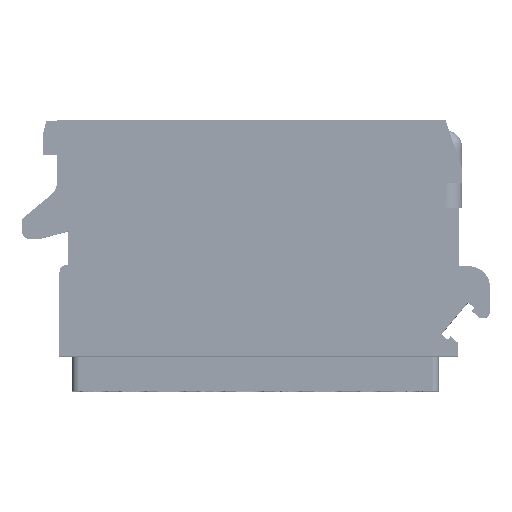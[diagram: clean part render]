
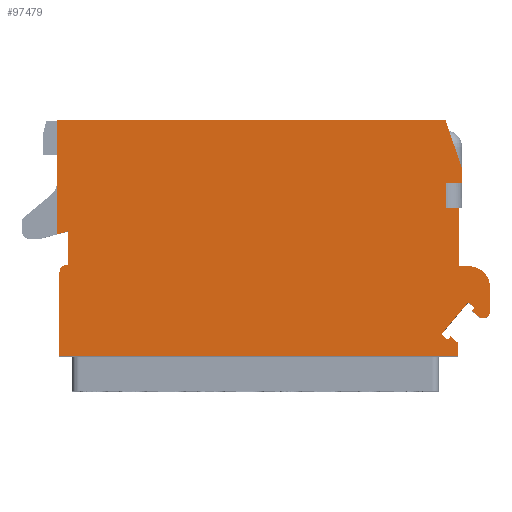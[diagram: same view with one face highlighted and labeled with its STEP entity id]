
A CAD part, top view. The second image highlights one B-rep face of the part: STEP entity #97479.
In plain terms, the highlighted planar face has unit normal (0, 0, 1).
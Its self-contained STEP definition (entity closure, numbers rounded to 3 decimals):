
#3084=DIRECTION('',(0.,-1.,0.));
#3085=VECTOR('',#3084,8.205);
#3086=CARTESIAN_POINT('',(-14.3,4.185,7.));
#3087=LINE('',#3086,#3085);
#3104=DIRECTION('',(1.,0.,0.));
#3105=VECTOR('',#3104,28.);
#3106=CARTESIAN_POINT('',(-14.3,4.185,7.));
#3107=LINE('',#3106,#3105);
#3108=DIRECTION('',(0.324,-0.946,0.));
#3109=VECTOR('',#3108,3.7);
#3110=CARTESIAN_POINT('',(13.7,4.185,7.));
#3111=LINE('',#3110,#3109);
#3112=DIRECTION('',(0.,-1.,0.));
#3113=VECTOR('',#3112,1.);
#3114=CARTESIAN_POINT('',(14.9,0.685,7.));
#3115=LINE('',#3114,#3113);
#3116=DIRECTION('',(-1.,0.,0.));
#3117=VECTOR('',#3116,1.2);
#3118=CARTESIAN_POINT('',(14.9,-0.315,7.));
#3119=LINE('',#3118,#3117);
#3120=DIRECTION('',(0.,-1.,0.));
#3121=VECTOR('',#3120,1.8);
#3122=CARTESIAN_POINT('',(13.7,-0.315,7.));
#3123=LINE('',#3122,#3121);
#3124=DIRECTION('',(1.,0.,0.));
#3125=VECTOR('',#3124,1.);
#3126=CARTESIAN_POINT('',(13.7,-2.115,7.));
#3127=LINE('',#3126,#3125);
#3128=DIRECTION('',(0.,-1.,0.));
#3129=VECTOR('',#3128,4.2);
#3130=CARTESIAN_POINT('',(14.7,-2.115,7.));
#3131=LINE('',#3130,#3129);
#3132=DIRECTION('',(1.,0.,0.));
#3133=VECTOR('',#3132,0.7);
#3134=CARTESIAN_POINT('',(14.7,-6.315,7.));
#3135=LINE('',#3134,#3133);
#3136=CARTESIAN_POINT('',(15.4,-7.815,7.));
#3137=DIRECTION('',(0.,0.,-1.));
#3138=DIRECTION('',(0.,1.,0.));
#3139=AXIS2_PLACEMENT_3D('',#3136,#3137,#3138);
#3141=DIRECTION('',(0.,-1.,0.));
#3142=VECTOR('',#3141,1.74);
#3143=CARTESIAN_POINT('',(16.9,-7.815,7.));
#3144=LINE('',#3143,#3142);
#3145=DIRECTION('',(0.766,-0.643,0.));
#3146=VECTOR('',#3145,0.631);
#3147=CARTESIAN_POINT('',(15.595,-9.532,7.));
#3148=LINE('',#3147,#3146);
#3149=DIRECTION('',(-0.643,-0.766,0.));
#3150=VECTOR('',#3149,0.3);
#3151=CARTESIAN_POINT('',(15.788,-9.303,7.));
#3152=LINE('',#3151,#3150);
#3153=DIRECTION('',(0.766,-0.643,0.));
#3154=VECTOR('',#3153,0.6);
#3155=CARTESIAN_POINT('',(15.328,-8.917,7.));
#3156=LINE('',#3155,#3154);
#3157=DIRECTION('',(0.643,0.766,0.));
#3158=VECTOR('',#3157,3.);
#3159=CARTESIAN_POINT('',(13.4,-11.215,7.));
#3160=LINE('',#3159,#3158);
#3161=DIRECTION('',(-0.766,0.643,0.));
#3162=VECTOR('',#3161,0.6);
#3163=CARTESIAN_POINT('',(13.86,-11.601,7.));
#3164=LINE('',#3163,#3162);
#3165=DIRECTION('',(-0.643,-0.766,0.));
#3166=VECTOR('',#3165,0.3);
#3167=CARTESIAN_POINT('',(14.052,-11.371,7.));
#3168=LINE('',#3167,#3166);
#3169=DIRECTION('',(-0.766,0.643,0.));
#3170=VECTOR('',#3169,0.715);
#3171=CARTESIAN_POINT('',(14.6,-11.83,7.));
#3172=LINE('',#3171,#3170);
#3173=DIRECTION('',(0.,1.,0.));
#3174=VECTOR('',#3173,0.985);
#3175=CARTESIAN_POINT('',(14.6,-12.815,7.));
#3176=LINE('',#3175,#3174);
#3177=DIRECTION('',(-1.,0.,0.));
#3178=VECTOR('',#3177,28.7);
#3179=CARTESIAN_POINT('',(14.6,-12.815,7.));
#3180=LINE('',#3179,#3178);
#3181=DIRECTION('',(0.,1.,0.));
#3182=VECTOR('',#3181,6.1);
#3183=CARTESIAN_POINT('',(-14.1,-12.815,7.));
#3184=LINE('',#3183,#3182);
#3185=CARTESIAN_POINT('',(-13.6,-6.715,7.));
#3186=DIRECTION('',(0.,0.,-1.));
#3187=DIRECTION('',(-1.,0.,0.));
#3188=AXIS2_PLACEMENT_3D('',#3185,#3186,#3187);
#3190=DIRECTION('',(1.,0.,0.));
#3191=VECTOR('',#3190,0.1);
#3192=CARTESIAN_POINT('',(-13.6,-6.215,7.));
#3193=LINE('',#3192,#3191);
#3194=DIRECTION('',(0.,1.,0.));
#3195=VECTOR('',#3194,2.409);
#3196=CARTESIAN_POINT('',(-13.5,-6.215,7.));
#3197=LINE('',#3196,#3195);
#3198=DIRECTION('',(-0.966,-0.259,0.));
#3199=VECTOR('',#3198,0.828);
#3200=CARTESIAN_POINT('',(-13.5,-3.806,7.));
#3201=LINE('',#3200,#3199);
#3549=CARTESIAN_POINT('',(16.4,-9.555,7.));
#3550=DIRECTION('',(0.,0.,1.));
#3551=DIRECTION('',(-0.643,-0.766,0.));
#3552=AXIS2_PLACEMENT_3D('',#3549,#3550,#3551);
#84384=CARTESIAN_POINT('',(13.7,4.185,7.));
#84385=CARTESIAN_POINT('',(14.9,0.685,7.));
#84386=VERTEX_POINT('',#84384);
#84387=VERTEX_POINT('',#84385);
#84388=CARTESIAN_POINT('',(14.9,-0.315,7.));
#84389=VERTEX_POINT('',#84388);
#84390=CARTESIAN_POINT('',(13.7,-0.315,7.));
#84391=VERTEX_POINT('',#84390);
#84392=CARTESIAN_POINT('',(13.7,-2.115,7.));
#84393=VERTEX_POINT('',#84392);
#84394=CARTESIAN_POINT('',(14.7,-2.115,7.));
#84395=VERTEX_POINT('',#84394);
#84396=CARTESIAN_POINT('',(14.7,-6.315,7.));
#84397=VERTEX_POINT('',#84396);
#84398=CARTESIAN_POINT('',(15.4,-6.315,7.));
#84399=VERTEX_POINT('',#84398);
#84416=CARTESIAN_POINT('',(16.9,-7.815,7.));
#84417=VERTEX_POINT('',#84416);
#84420=CARTESIAN_POINT('',(-14.1,-12.815,7.));
#84421=CARTESIAN_POINT('',(-14.1,-6.715,7.));
#84422=VERTEX_POINT('',#84420);
#84423=VERTEX_POINT('',#84421);
#84424=CARTESIAN_POINT('',(-13.6,-6.215,7.));
#84425=VERTEX_POINT('',#84424);
#84426=CARTESIAN_POINT('',(-13.5,-6.215,7.));
#84427=VERTEX_POINT('',#84426);
#84428=CARTESIAN_POINT('',(-13.5,-3.806,7.));
#84429=VERTEX_POINT('',#84428);
#84440=CARTESIAN_POINT('',(14.6,-12.815,7.));
#84441=CARTESIAN_POINT('',(14.6,-11.83,7.));
#84442=VERTEX_POINT('',#84440);
#84443=VERTEX_POINT('',#84441);
#84444=CARTESIAN_POINT('',(14.052,-11.371,7.));
#84445=VERTEX_POINT('',#84444);
#84446=CARTESIAN_POINT('',(13.86,-11.601,7.));
#84447=VERTEX_POINT('',#84446);
#84448=CARTESIAN_POINT('',(13.4,-11.215,7.));
#84449=VERTEX_POINT('',#84448);
#84450=CARTESIAN_POINT('',(15.328,-8.917,7.));
#84451=VERTEX_POINT('',#84450);
#84452=CARTESIAN_POINT('',(15.788,-9.303,7.));
#84453=VERTEX_POINT('',#84452);
#84454=CARTESIAN_POINT('',(15.595,-9.532,7.));
#84455=VERTEX_POINT('',#84454);
#84472=CARTESIAN_POINT('',(16.9,-9.555,7.));
#84474=VERTEX_POINT('',#84472);
#84478=CARTESIAN_POINT('',(16.079,-9.938,7.));
#84479=VERTEX_POINT('',#84478);
#84530=CARTESIAN_POINT('',(-14.3,4.185,7.));
#84531=VERTEX_POINT('',#84530);
#84534=CARTESIAN_POINT('',(-14.3,-4.02,7.));
#84535=VERTEX_POINT('',#84534);
#97422=CARTESIAN_POINT('',(0.,4.185,7.));
#97423=DIRECTION('',(0.,0.,-1.));
#97424=DIRECTION('',(1.,0.,0.));
#97425=AXIS2_PLACEMENT_3D('',#97422,#97423,#97424);
#97426=PLANE('',#97425);
#97427=ORIENTED_EDGE('',*,*,#97397,.F.);
#97428=ORIENTED_EDGE('',*,*,#97370,.T.);
#97430=ORIENTED_EDGE('',*,*,#97429,.T.);
#97432=ORIENTED_EDGE('',*,*,#97431,.T.);
#97434=ORIENTED_EDGE('',*,*,#97433,.T.);
#97436=ORIENTED_EDGE('',*,*,#97435,.T.);
#97438=ORIENTED_EDGE('',*,*,#97437,.T.);
#97440=ORIENTED_EDGE('',*,*,#97439,.T.);
#97442=ORIENTED_EDGE('',*,*,#97441,.T.);
#97444=ORIENTED_EDGE('',*,*,#97443,.T.);
#97446=ORIENTED_EDGE('',*,*,#97445,.T.);
#97448=ORIENTED_EDGE('',*,*,#97447,.F.);
#97450=ORIENTED_EDGE('',*,*,#97449,.F.);
#97452=ORIENTED_EDGE('',*,*,#97451,.F.);
#97454=ORIENTED_EDGE('',*,*,#97453,.F.);
#97456=ORIENTED_EDGE('',*,*,#97455,.F.);
#97458=ORIENTED_EDGE('',*,*,#97457,.F.);
#97460=ORIENTED_EDGE('',*,*,#97459,.F.);
#97462=ORIENTED_EDGE('',*,*,#97461,.F.);
#97464=ORIENTED_EDGE('',*,*,#97463,.F.);
#97466=ORIENTED_EDGE('',*,*,#97465,.T.);
#97468=ORIENTED_EDGE('',*,*,#97467,.T.);
#97470=ORIENTED_EDGE('',*,*,#97469,.T.);
#97472=ORIENTED_EDGE('',*,*,#97471,.T.);
#97474=ORIENTED_EDGE('',*,*,#97473,.T.);
#97476=ORIENTED_EDGE('',*,*,#97475,.T.);
#97477=EDGE_LOOP('',(#97427,#97428,#97430,#97432,#97434,#97436,#97438,#97440,
#97442,#97444,#97446,#97448,#97450,#97452,#97454,#97456,#97458,#97460,#97462,
#97464,#97466,#97468,#97470,#97472,#97474,#97476));
#97478=FACE_OUTER_BOUND('',#97477,.F.);
#97479=ADVANCED_FACE('',(#97478),#97426,.F.);
#3140=CIRCLE('',#3139,1.5);
#3189=CIRCLE('',#3188,0.5);
#3553=CIRCLE('',#3552,0.5);
#97370=EDGE_CURVE('',#84531,#84386,#3107,.T.);
#97397=EDGE_CURVE('',#84531,#84535,#3087,.T.);
#97429=EDGE_CURVE('',#84386,#84387,#3111,.T.);
#97431=EDGE_CURVE('',#84387,#84389,#3115,.T.);
#97433=EDGE_CURVE('',#84389,#84391,#3119,.T.);
#97435=EDGE_CURVE('',#84391,#84393,#3123,.T.);
#97437=EDGE_CURVE('',#84393,#84395,#3127,.T.);
#97439=EDGE_CURVE('',#84395,#84397,#3131,.T.);
#97441=EDGE_CURVE('',#84397,#84399,#3135,.T.);
#97443=EDGE_CURVE('',#84399,#84417,#3140,.T.);
#97445=EDGE_CURVE('',#84417,#84474,#3144,.T.);
#97447=EDGE_CURVE('',#84479,#84474,#3553,.T.);
#97449=EDGE_CURVE('',#84455,#84479,#3148,.T.);
#97451=EDGE_CURVE('',#84453,#84455,#3152,.T.);
#97453=EDGE_CURVE('',#84451,#84453,#3156,.T.);
#97455=EDGE_CURVE('',#84449,#84451,#3160,.T.);
#97457=EDGE_CURVE('',#84447,#84449,#3164,.T.);
#97459=EDGE_CURVE('',#84445,#84447,#3168,.T.);
#97461=EDGE_CURVE('',#84443,#84445,#3172,.T.);
#97463=EDGE_CURVE('',#84442,#84443,#3176,.T.);
#97465=EDGE_CURVE('',#84442,#84422,#3180,.T.);
#97467=EDGE_CURVE('',#84422,#84423,#3184,.T.);
#97469=EDGE_CURVE('',#84423,#84425,#3189,.T.);
#97471=EDGE_CURVE('',#84425,#84427,#3193,.T.);
#97473=EDGE_CURVE('',#84427,#84429,#3197,.T.);
#97475=EDGE_CURVE('',#84429,#84535,#3201,.T.);
